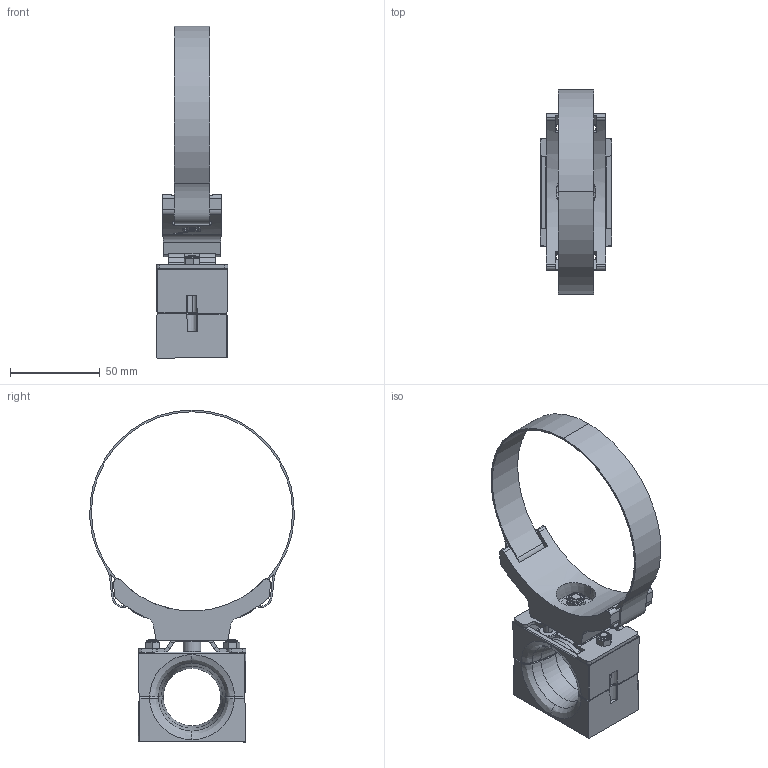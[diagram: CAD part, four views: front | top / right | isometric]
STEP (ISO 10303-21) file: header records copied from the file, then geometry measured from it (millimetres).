
FILE_DESCRIPTION (( 'STEP AP203' ), '1' );
FILE_NAME ('P8240-2.STEP', '2020-11-18T14:24:29', ( '' ), ( '' ), 'SwSTEP 2.0', 'SolidWorks 2019', '' );
FILE_SCHEMA (( 'CONFIG_CONTROL_DESIGN' ));
Length unit declared in the file: millimetre
Products named in the file (1): P8240-2
Bounding box: 40 x 113.84 x 185.06 mm (x, y, z)
Volume: 85976.6 mm3; surface area: 59360.6 mm2
Topology: 16 solids, 16 shells, 975 faces, 2400 edges, 1436 vertices
Faces by surface type: plane 306, bspline 266, cylinder 209, torus 106, cone 62, sphere 26
Entity records: 36767 total; most frequent: CARTESIAN_POINT 15776, ORIENTED_EDGE 4692, DIRECTION 3870, EDGE_CURVE 2346, AXIS2_PLACEMENT_3D 1462, VERTEX_POINT 1436, EDGE_LOOP 1044, FACE_OUTER_BOUND 975
